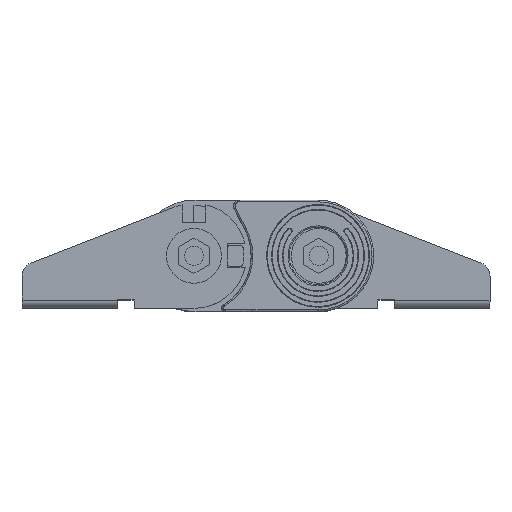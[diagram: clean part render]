
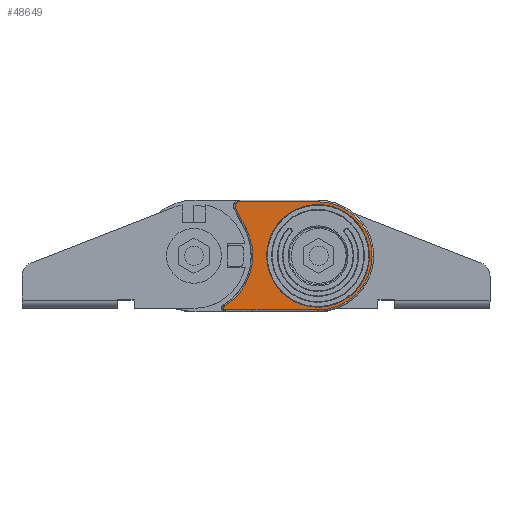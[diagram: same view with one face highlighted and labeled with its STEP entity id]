
A CAD part, top view. The second image highlights one B-rep face of the part: STEP entity #48649.
In plain terms, the highlighted planar face has unit normal (0, 0, 1).
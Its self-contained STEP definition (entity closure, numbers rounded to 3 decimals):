
#417 = ORIENTED_EDGE ( 'NONE', *, *, #49155, .T. ) ;
#419 = DIRECTION ( 'NONE',  ( 0., 0., 1. ) ) ;
#1045 = EDGE_CURVE ( 'NONE', #44211, #51546, #1735, .T. ) ;
#1228 = DIRECTION ( 'NONE',  ( 0., 0., -1. ) ) ;
#1325 = CIRCLE ( 'NONE', #40907, 21.503 ) ;
#1477 = CARTESIAN_POINT ( 'NONE',  ( -143.187, -22.704, 194.883 ) ) ;
#1735 = LINE ( 'NONE', #12894, #44821 ) ;
#2104 = VERTEX_POINT ( 'NONE', #42271 ) ;
#2150 = EDGE_CURVE ( 'NONE', #32130, #2104, #6077, .T. ) ;
#3246 = EDGE_CURVE ( 'NONE', #7311, #26803, #34453, .T. ) ;
#3730 = EDGE_CURVE ( 'NONE', #14508, #18166, #36576, .T. ) ;
#3919 = CARTESIAN_POINT ( 'NONE',  ( -178.032, 21.021, 194.883 ) ) ;
#4287 = CARTESIAN_POINT ( 'NONE',  ( -164.368, -0.056, 194.883 ) ) ;
#5056 = CARTESIAN_POINT ( 'NONE',  ( -173.193, 11.676, 194.883 ) ) ;
#5674 = DIRECTION ( 'NONE',  ( -1., 0., 0. ) ) ;
#5935 = DIRECTION ( 'NONE',  ( 0.46, -0.888, 0. ) ) ;
#6077 = CIRCLE ( 'NONE', #24032, 21.503 ) ;
#6117 = ORIENTED_EDGE ( 'NONE', *, *, #38191, .T. ) ;
#6293 = DIRECTION ( 'NONE',  ( -1., 0., 0. ) ) ;
#6744 = CARTESIAN_POINT ( 'NONE',  ( -182.522, -21.789, 194.883 ) ) ;
#6920 = CARTESIAN_POINT ( 'NONE',  ( -182.447, -22.277, 194.883 ) ) ;
#7204 = ORIENTED_EDGE ( 'NONE', *, *, #21285, .T. ) ;
#7311 = VERTEX_POINT ( 'NONE', #24137 ) ;
#8189 = CARTESIAN_POINT ( 'NONE',  ( -170.883, -23.494, 194.883 ) ) ;
#8212 = DIRECTION ( 'NONE',  ( 0., 0., -1. ) ) ;
#8928 = LINE ( 'NONE', #8189, #35533 ) ;
#9017 = AXIS2_PLACEMENT_3D ( 'NONE', #41069, #8212, #36825 ) ;
#9585 = DIRECTION ( 'NONE',  ( 1., 0., 0. ) ) ;
#10170 = AXIS2_PLACEMENT_3D ( 'NONE', #30859, #22885, #50710 ) ;
#11925 = CARTESIAN_POINT ( 'NONE',  ( -142.505, 22.591, 194.883 ) ) ;
#12713 = DIRECTION ( 'NONE',  ( 1., 0., 0. ) ) ;
#12894 = CARTESIAN_POINT ( 'NONE',  ( -185.427, -22.704, 194.883 ) ) ;
#13462 = CARTESIAN_POINT ( 'NONE',  ( -174.038, -22.724, 194.883 ) ) ;
#14508 = VERTEX_POINT ( 'NONE', #23210 ) ;
#14752 = ORIENTED_EDGE ( 'NONE', *, *, #33722, .T. ) ;
#14866 = EDGE_CURVE ( 'NONE', #18166, #45959, #50393, .T. ) ;
#16314 =( BOUNDED_CURVE ( )  B_SPLINE_CURVE ( 3, ( #35615, #40345, #3919, #35783 ),
 .UNSPECIFIED., .F., .F. ) 
 B_SPLINE_CURVE_WITH_KNOTS ( ( 4, 4 ),
 ( 2.441, 4.166 ),
 .UNSPECIFIED. ) 
 CURVE ( )  GEOMETRIC_REPRESENTATION_ITEM ( )  RATIONAL_B_SPLINE_CURVE ( ( 1., 0.767, 0.767, 1. ) ) 
 REPRESENTATION_ITEM ( '' )  );
#16390 = DIRECTION ( 'NONE',  ( -1., 0., 0. ) ) ;
#16867 = DIRECTION ( 'NONE',  ( -1., 0., 0. ) ) ;
#17658 = AXIS2_PLACEMENT_3D ( 'NONE', #29082, #419, #16867 ) ;
#18166 = VERTEX_POINT ( 'NONE', #46601 ) ;
#18945 = CARTESIAN_POINT ( 'NONE',  ( -182.078, -21.124, 194.883 ) ) ;
#19741 = CARTESIAN_POINT ( 'NONE',  ( -186.433, 22.591, 194.883 ) ) ;
#20948 = CARTESIAN_POINT ( 'NONE',  ( -176.361, 22.591, 194.883 ) ) ;
#21285 = EDGE_CURVE ( 'NONE', #26533, #34082, #16314, .T. ) ;
#21967 = CARTESIAN_POINT ( 'NONE',  ( -177.451, 19.9, 194.883 ) ) ;
#22885 = DIRECTION ( 'NONE',  ( 0., 0., 1. ) ) ;
#23210 = CARTESIAN_POINT ( 'NONE',  ( -182.078, -21.124, 194.883 ) ) ;
#23668 = EDGE_LOOP ( 'NONE', ( #45524, #7204, #51442, #26104, #33034, #42920, #417, #33210, #6117, #49159 ) ) ;
#23816 = VECTOR ( 'NONE', #5935, 1000. ) ;
#24032 = AXIS2_PLACEMENT_3D ( 'NONE', #41914, #1228, #5674 ) ;
#24137 = CARTESIAN_POINT ( 'NONE',  ( -142.864, -22.706, 194.883 ) ) ;
#24881 = CARTESIAN_POINT ( 'NONE',  ( -143.187, -22.704, 194.883 ) ) ;
#25042 = VECTOR ( 'NONE', #9585, 1000. ) ;
#25874 = ORIENTED_EDGE ( 'NONE', *, *, #2150, .T. ) ;
#25910 = CARTESIAN_POINT ( 'NONE',  ( -142.864, -22.706, 194.883 ) ) ;
#26104 = ORIENTED_EDGE ( 'NONE', *, *, #27000, .T. ) ;
#26295 = CIRCLE ( 'NONE', #9017, 24.645 ) ;
#26533 = VERTEX_POINT ( 'NONE', #20948 ) ;
#26803 = VERTEX_POINT ( 'NONE', #11925 ) ;
#27000 = EDGE_CURVE ( 'NONE', #34811, #14508, #26295, .T. ) ;
#29082 = CARTESIAN_POINT ( 'NONE',  ( -185.427, -28.169, 194.883 ) ) ;
#30509 = CARTESIAN_POINT ( 'NONE',  ( -142.865, -0.056, 194.883 ) ) ;
#30624 = CARTESIAN_POINT ( 'NONE',  ( -182.502, -22.117, 194.883 ) ) ;
#30859 = CARTESIAN_POINT ( 'NONE',  ( -142.865, -0.056, 194.883 ) ) ;
#32130 = VERTEX_POINT ( 'NONE', #4287 ) ;
#32345 = EDGE_LOOP ( 'NONE', ( #25874, #14752 ) ) ;
#33034 = ORIENTED_EDGE ( 'NONE', *, *, #3730, .T. ) ;
#33210 = ORIENTED_EDGE ( 'NONE', *, *, #1045, .T. ) ;
#33722 = EDGE_CURVE ( 'NONE', #2104, #32130, #1325, .T. ) ;
#34082 = VERTEX_POINT ( 'NONE', #21967 ) ;
#34453 = CIRCLE ( 'NONE', #10170, 22.65 ) ;
#34811 = VERTEX_POINT ( 'NONE', #5056 ) ;
#35406 = CARTESIAN_POINT ( 'NONE',  ( -182.487, -21.623, 194.883 ) ) ;
#35533 = VECTOR ( 'NONE', #39980, 1000. ) ;
#35615 = CARTESIAN_POINT ( 'NONE',  ( -176.361, 22.591, 194.883 ) ) ;
#35783 = CARTESIAN_POINT ( 'NONE',  ( -177.451, 19.9, 194.883 ) ) ;
#36481 = B_SPLINE_CURVE_WITH_KNOTS ( 'NONE', 3,
 ( #1477, #46064, #50344, #25910 ),
 .UNSPECIFIED., .F., .F.,
 ( 4, 4 ),
 ( 0., 0. ),
 .UNSPECIFIED. ) ;
#36576 = B_SPLINE_CURVE_WITH_KNOTS ( 'NONE', 3,
 ( #18945, #51166, #47635, #35406, #6744, #30624, #6920, #50994, #47461, #39273 ),
 .UNSPECIFIED., .F., .F.,
 ( 4, 2, 2, 2, 4 ),
 ( 0., 0.25, 0.5, 0.75, 1. ),
 .UNSPECIFIED. ) ;
#36825 = DIRECTION ( 'NONE',  ( -1., 0., 0. ) ) ;
#38015 = VECTOR ( 'NONE', #16390, 1000. ) ;
#38191 = EDGE_CURVE ( 'NONE', #51546, #7311, #36481, .T. ) ;
#38424 = EDGE_CURVE ( 'NONE', #34082, #34811, #45331, .T. ) ;
#39018 = CARTESIAN_POINT ( 'NONE',  ( -170.97, -22.724, 194.883 ) ) ;
#39273 = CARTESIAN_POINT ( 'NONE',  ( -181.978, -22.724, 194.883 ) ) ;
#39980 = DIRECTION ( 'NONE',  ( -0.112, 0.994, 0. ) ) ;
#40345 = CARTESIAN_POINT ( 'NONE',  ( -177.558, 22.19, 194.883 ) ) ;
#40907 = AXIS2_PLACEMENT_3D ( 'NONE', #30509, #52124, #6293 ) ;
#41069 = CARTESIAN_POINT ( 'NONE',  ( -194.867, -0.056, 194.883 ) ) ;
#41914 = CARTESIAN_POINT ( 'NONE',  ( -142.865, -0.056, 194.883 ) ) ;
#42271 = CARTESIAN_POINT ( 'NONE',  ( -121.361, -0.056, 194.883 ) ) ;
#42920 = ORIENTED_EDGE ( 'NONE', *, *, #14866, .T. ) ;
#44211 = VERTEX_POINT ( 'NONE', #46936 ) ;
#44821 = VECTOR ( 'NONE', #12713, 1000. ) ;
#45331 = LINE ( 'NONE', #50706, #23816 ) ;
#45524 = ORIENTED_EDGE ( 'NONE', *, *, #46090, .T. ) ;
#45959 = VERTEX_POINT ( 'NONE', #39018 ) ;
#46064 = CARTESIAN_POINT ( 'NONE',  ( -143.079, -22.704, 194.883 ) ) ;
#46090 = EDGE_CURVE ( 'NONE', #26803, #26533, #46241, .T. ) ;
#46241 = LINE ( 'NONE', #19741, #38015 ) ;
#46322 = FACE_BOUND ( 'NONE', #32345, .T. ) ;
#46601 = CARTESIAN_POINT ( 'NONE',  ( -181.978, -22.724, 194.883 ) ) ;
#46936 = CARTESIAN_POINT ( 'NONE',  ( -170.972, -22.704, 194.883 ) ) ;
#46994 = FACE_OUTER_BOUND ( 'NONE', #23668, .T. ) ;
#47461 = CARTESIAN_POINT ( 'NONE',  ( -182.131, -22.655, 194.883 ) ) ;
#47635 = CARTESIAN_POINT ( 'NONE',  ( -182.334, -21.332, 194.883 ) ) ;
#48649 = ADVANCED_FACE ( 'NONE', ( #46994, #46322 ), #49280, .T. ) ;
#49155 = EDGE_CURVE ( 'NONE', #45959, #44211, #8928, .T. ) ;
#49159 = ORIENTED_EDGE ( 'NONE', *, *, #3246, .T. ) ;
#49280 = PLANE ( 'NONE',  #17658 ) ;
#50344 = CARTESIAN_POINT ( 'NONE',  ( -142.971, -22.705, 194.883 ) ) ;
#50393 = LINE ( 'NONE', #13462, #25042 ) ;
#50706 = CARTESIAN_POINT ( 'NONE',  ( -159.445, -14.876, 194.883 ) ) ;
#50710 = DIRECTION ( 'NONE',  ( -1., 0., 0. ) ) ;
#50994 = CARTESIAN_POINT ( 'NONE',  ( -182.26, -22.547, 194.883 ) ) ;
#51166 = CARTESIAN_POINT ( 'NONE',  ( -182.219, -21.209, 194.883 ) ) ;
#51442 = ORIENTED_EDGE ( 'NONE', *, *, #38424, .T. ) ;
#51546 = VERTEX_POINT ( 'NONE', #24881 ) ;
#52124 = DIRECTION ( 'NONE',  ( 0., 0., -1. ) ) ;
